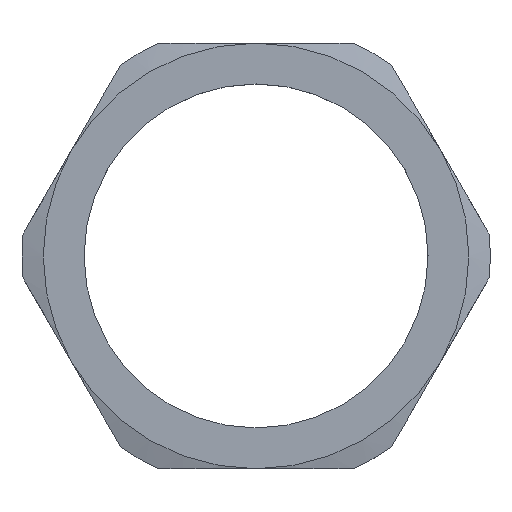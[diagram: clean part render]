
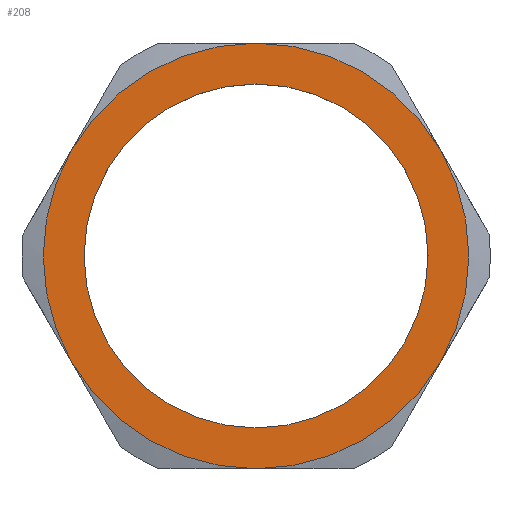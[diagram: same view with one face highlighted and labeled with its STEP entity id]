
A CAD part, top view. The second image highlights one B-rep face of the part: STEP entity #208.
In plain terms, the highlighted planar face has unit normal (0, 0, 1).
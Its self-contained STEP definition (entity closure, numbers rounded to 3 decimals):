
#11 = EDGE_LOOP ( 'NONE', ( #287, #592, #153, #425, #797, #95 ) ) ;
#24 = AXIS2_PLACEMENT_3D ( 'NONE', #289, #285, #284 ) ;
#56 = EDGE_CURVE ( 'NONE', #601, #311, #725, .T. ) ;
#60 = EDGE_CURVE ( 'NONE', #311, #268, #742, .T. ) ;
#64 = AXIS2_PLACEMENT_3D ( 'NONE', #784, #780, #776 ) ;
#66 = CIRCLE ( 'NONE', #736, 30. ) ;
#75 = VERTEX_POINT ( 'NONE', #757 ) ;
#83 = EDGE_CURVE ( 'NONE', #268, #782, #66, .T. ) ;
#95 = ORIENTED_EDGE ( 'NONE', *, *, #60, .F. ) ;
#103 = EDGE_CURVE ( 'NONE', #782, #75, #431, .T. ) ;
#129 = EDGE_LOOP ( 'NONE', ( #319, #231 ) ) ;
#131 = EDGE_CURVE ( 'NONE', #75, #276, #421, .T. ) ;
#151 = EDGE_CURVE ( 'NONE', #276, #601, #447, .T. ) ;
#153 = ORIENTED_EDGE ( 'NONE', *, *, #131, .F. ) ;
#160 = EDGE_CURVE ( 'NONE', #798, #382, #446, .T. ) ;
#185 = FACE_OUTER_BOUND ( 'NONE', #11, .T. ) ;
#208 = ADVANCED_FACE ( 'NONE', ( #468, #185 ), #460, .T. ) ;
#231 = ORIENTED_EDGE ( 'NONE', *, *, #770, .F. ) ;
#255 = CARTESIAN_POINT ( 'NONE',  ( 0., 0., 2.5 ) ) ;
#266 = CARTESIAN_POINT ( 'NONE',  ( 24.25, 0., 2.5 ) ) ;
#268 = VERTEX_POINT ( 'NONE', #414 ) ;
#275 = CARTESIAN_POINT ( 'NONE',  ( 0., -30., 2.5 ) ) ;
#276 = VERTEX_POINT ( 'NONE', #435 ) ;
#284 = DIRECTION ( 'NONE',  ( 1., 0., 0. ) ) ;
#285 = DIRECTION ( 'NONE',  ( 0., 0., 1. ) ) ;
#287 = ORIENTED_EDGE ( 'NONE', *, *, #56, .F. ) ;
#289 = CARTESIAN_POINT ( 'NONE',  ( 0., 0., 2.5 ) ) ;
#301 = DIRECTION ( 'NONE',  ( 0., 0., -1. ) ) ;
#311 = VERTEX_POINT ( 'NONE', #394 ) ;
#319 = ORIENTED_EDGE ( 'NONE', *, *, #160, .F. ) ;
#323 = CARTESIAN_POINT ( 'NONE',  ( 0., 30., 2.5 ) ) ;
#380 = CARTESIAN_POINT ( 'NONE',  ( -24.25, 0., 2.5 ) ) ;
#382 = VERTEX_POINT ( 'NONE', #380 ) ;
#394 = CARTESIAN_POINT ( 'NONE',  ( 25.981, 15., 2.5 ) ) ;
#403 = AXIS2_PLACEMENT_3D ( 'NONE', #477, #457, #453 ) ;
#414 = CARTESIAN_POINT ( 'NONE',  ( 25.981, -15., 2.5 ) ) ;
#421 = CIRCLE ( 'NONE', #688, 30. ) ;
#425 = ORIENTED_EDGE ( 'NONE', *, *, #103, .F. ) ;
#431 = CIRCLE ( 'NONE', #716, 30. ) ;
#435 = CARTESIAN_POINT ( 'NONE',  ( -25.981, 15., 2.5 ) ) ;
#446 = CIRCLE ( 'NONE', #620, 24.25 ) ;
#447 = CIRCLE ( 'NONE', #636, 30. ) ;
#453 = DIRECTION ( 'NONE',  ( 1., 0., 0. ) ) ;
#457 = DIRECTION ( 'NONE',  ( 0., 0., 1. ) ) ;
#460 = PLANE ( 'NONE',  #403 ) ;
#468 = FACE_BOUND ( 'NONE', #129, .T. ) ;
#477 = CARTESIAN_POINT ( 'NONE',  ( 0., 0., 2.5 ) ) ;
#510 = DIRECTION ( 'NONE',  ( 1., 0., 0. ) ) ;
#511 = DIRECTION ( 'NONE',  ( 0., 0., 1. ) ) ;
#513 = CARTESIAN_POINT ( 'NONE',  ( 0., 0., 2.5 ) ) ;
#528 = DIRECTION ( 'NONE',  ( 0., 1., 0. ) ) ;
#531 = DIRECTION ( 'NONE',  ( 0., 0., -1. ) ) ;
#533 = CARTESIAN_POINT ( 'NONE',  ( 0., 0., 2.5 ) ) ;
#552 = AXIS2_PLACEMENT_3D ( 'NONE', #255, #301, #802 ) ;
#575 = CIRCLE ( 'NONE', #24, 24.25 ) ;
#592 = ORIENTED_EDGE ( 'NONE', *, *, #151, .F. ) ;
#596 = DIRECTION ( 'NONE',  ( 0., 1., 0. ) ) ;
#597 = DIRECTION ( 'NONE',  ( 0., 0., -1. ) ) ;
#599 = CARTESIAN_POINT ( 'NONE',  ( 0., 0., 2.5 ) ) ;
#601 = VERTEX_POINT ( 'NONE', #323 ) ;
#620 = AXIS2_PLACEMENT_3D ( 'NONE', #513, #511, #510 ) ;
#636 = AXIS2_PLACEMENT_3D ( 'NONE', #533, #531, #528 ) ;
#653 = DIRECTION ( 'NONE',  ( 0., 1., 0. ) ) ;
#656 = DIRECTION ( 'NONE',  ( 0., 0., -1. ) ) ;
#658 = CARTESIAN_POINT ( 'NONE',  ( 0., 0., 2.5 ) ) ;
#688 = AXIS2_PLACEMENT_3D ( 'NONE', #599, #597, #596 ) ;
#709 = DIRECTION ( 'NONE',  ( 0., 1., 0. ) ) ;
#710 = DIRECTION ( 'NONE',  ( 0., 0., -1. ) ) ;
#711 = CARTESIAN_POINT ( 'NONE',  ( 0., 0., 2.5 ) ) ;
#716 = AXIS2_PLACEMENT_3D ( 'NONE', #658, #656, #653 ) ;
#725 = CIRCLE ( 'NONE', #552, 30. ) ;
#736 = AXIS2_PLACEMENT_3D ( 'NONE', #711, #710, #709 ) ;
#742 = CIRCLE ( 'NONE', #64, 30. ) ;
#757 = CARTESIAN_POINT ( 'NONE',  ( -25.981, -15., 2.5 ) ) ;
#770 = EDGE_CURVE ( 'NONE', #382, #798, #575, .T. ) ;
#776 = DIRECTION ( 'NONE',  ( 0., 1., 0. ) ) ;
#780 = DIRECTION ( 'NONE',  ( 0., 0., -1. ) ) ;
#782 = VERTEX_POINT ( 'NONE', #275 ) ;
#784 = CARTESIAN_POINT ( 'NONE',  ( 0., 0., 2.5 ) ) ;
#797 = ORIENTED_EDGE ( 'NONE', *, *, #83, .F. ) ;
#798 = VERTEX_POINT ( 'NONE', #266 ) ;
#802 = DIRECTION ( 'NONE',  ( 0., 1., 0. ) ) ;
